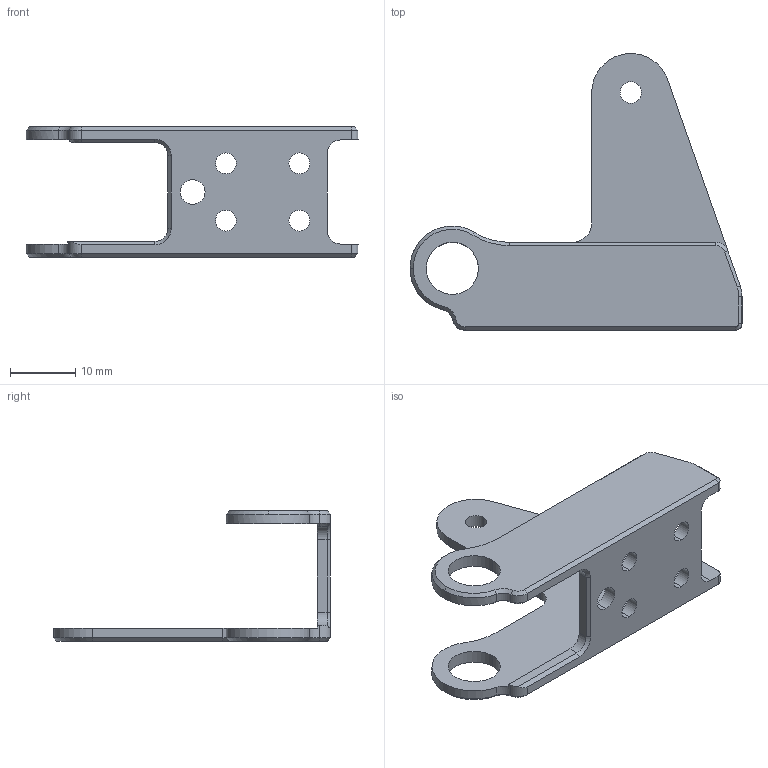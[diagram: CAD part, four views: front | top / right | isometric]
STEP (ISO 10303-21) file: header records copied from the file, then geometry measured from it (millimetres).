
FILE_DESCRIPTION (( 'STEP AP203' ), '1' );
FILE_NAME ('Revolute Joint 4_Default_sldprt.STEP', '2023-09-27T09:49:16', ( '' ), ( '' ), 'SwSTEP 2.0', 'SolidWorks 2020', '' );
FILE_SCHEMA (( 'CONFIG_CONTROL_DESIGN' ));
Length unit declared in the file: millimetre
Products named in the file (1): Revolute Joint 4_Default_sldprt
Bounding box: 51 x 42.51 x 20 mm (x, y, z)
Volume: 4007.3 mm3; surface area: 4712.9 mm2
Topology: 1 solids, 1 shells, 85 faces, 219 edges, 136 vertices
Faces by surface type: cylinder 35, plane 29, cone 21
Entity records: 2698 total; most frequent: DIRECTION 480, CARTESIAN_POINT 454, ORIENTED_EDGE 438, EDGE_CURVE 219, AXIS2_PLACEMENT_3D 180, VERTEX_POINT 136, LINE 120, VECTOR 120
